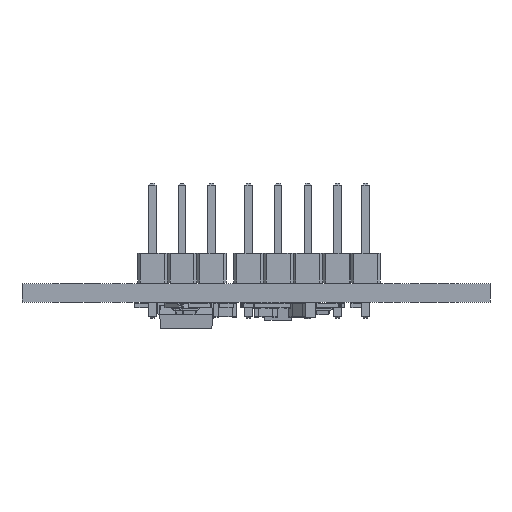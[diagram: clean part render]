
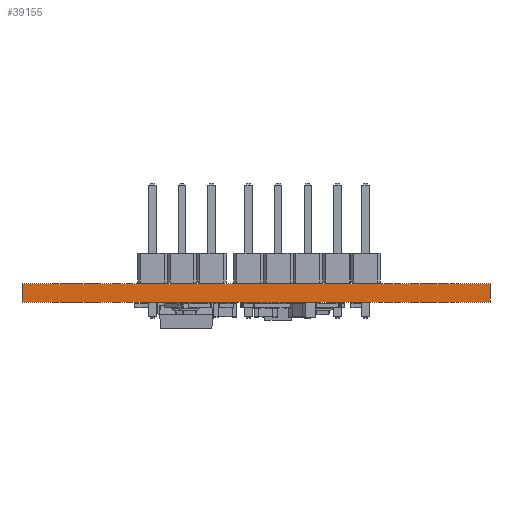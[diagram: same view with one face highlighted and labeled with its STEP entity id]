
A CAD part, front view. The second image highlights one B-rep face of the part: STEP entity #39155.
In plain terms, the highlighted planar face has unit normal (0, -1, 0).
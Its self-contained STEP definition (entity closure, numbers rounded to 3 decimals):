
#39155 = ADVANCED_FACE('',(#39156),#39170,.T.);
#39156 = FACE_BOUND('',#39157,.T.);
#39157 = EDGE_LOOP('',(#39158,#39193,#39221,#39249));
#39158 = ORIENTED_EDGE('',*,*,#39159,.T.);
#39159 = EDGE_CURVE('',#39160,#39162,#39164,.T.);
#39160 = VERTEX_POINT('',#39161);
#39161 = CARTESIAN_POINT('',(174.511,-112.611,0.));
#39162 = VERTEX_POINT('',#39163);
#39163 = CARTESIAN_POINT('',(174.511,-112.611,1.58));
#39164 = SURFACE_CURVE('',#39165,(#39169,#39181),.PCURVE_S1.);
#39165 = LINE('',#39166,#39167);
#39166 = CARTESIAN_POINT('',(174.511,-112.611,0.));
#39167 = VECTOR('',#39168,1.);
#39168 = DIRECTION('',(0.,0.,1.));
#39169 = PCURVE('',#39170,#39175);
#39170 = PLANE('',#39171);
#39171 = AXIS2_PLACEMENT_3D('',#39172,#39173,#39174);
#39172 = CARTESIAN_POINT('',(174.511,-112.611,0.));
#39173 = DIRECTION('',(0.,-1.,0.));
#39174 = DIRECTION('',(-1.,0.,0.));
#39175 = DEFINITIONAL_REPRESENTATION('',(#39176),#39180);
#39176 = LINE('',#39177,#39178);
#39177 = CARTESIAN_POINT('',(0.,-0.));
#39178 = VECTOR('',#39179,1.);
#39179 = DIRECTION('',(0.,-1.));
#39180 = ( GEOMETRIC_REPRESENTATION_CONTEXT(2) 
PARAMETRIC_REPRESENTATION_CONTEXT() REPRESENTATION_CONTEXT('2D SPACE',''
  ) );
#39181 = PCURVE('',#39182,#39187);
#39182 = PLANE('',#39183);
#39183 = AXIS2_PLACEMENT_3D('',#39184,#39185,#39186);
#39184 = CARTESIAN_POINT('',(174.511,-72.479,0.));
#39185 = DIRECTION('',(1.,0.,-0.));
#39186 = DIRECTION('',(0.,-1.,0.));
#39187 = DEFINITIONAL_REPRESENTATION('',(#39188),#39192);
#39188 = LINE('',#39189,#39190);
#39189 = CARTESIAN_POINT('',(40.132,0.));
#39190 = VECTOR('',#39191,1.);
#39191 = DIRECTION('',(0.,-1.));
#39192 = ( GEOMETRIC_REPRESENTATION_CONTEXT(2) 
PARAMETRIC_REPRESENTATION_CONTEXT() REPRESENTATION_CONTEXT('2D SPACE',''
  ) );
#39193 = ORIENTED_EDGE('',*,*,#39194,.T.);
#39194 = EDGE_CURVE('',#39162,#39195,#39197,.T.);
#39195 = VERTEX_POINT('',#39196);
#39196 = CARTESIAN_POINT('',(134.379,-112.611,1.58));
#39197 = SURFACE_CURVE('',#39198,(#39202,#39209),.PCURVE_S1.);
#39198 = LINE('',#39199,#39200);
#39199 = CARTESIAN_POINT('',(174.511,-112.611,1.58));
#39200 = VECTOR('',#39201,1.);
#39201 = DIRECTION('',(-1.,0.,0.));
#39202 = PCURVE('',#39170,#39203);
#39203 = DEFINITIONAL_REPRESENTATION('',(#39204),#39208);
#39204 = LINE('',#39205,#39206);
#39205 = CARTESIAN_POINT('',(0.,-1.58));
#39206 = VECTOR('',#39207,1.);
#39207 = DIRECTION('',(1.,0.));
#39208 = ( GEOMETRIC_REPRESENTATION_CONTEXT(2) 
PARAMETRIC_REPRESENTATION_CONTEXT() REPRESENTATION_CONTEXT('2D SPACE',''
  ) );
#39209 = PCURVE('',#39210,#39215);
#39210 = PLANE('',#39211);
#39211 = AXIS2_PLACEMENT_3D('',#39212,#39213,#39214);
#39212 = CARTESIAN_POINT('',(154.445,-92.545,1.58));
#39213 = DIRECTION('',(-0.,-0.,-1.));
#39214 = DIRECTION('',(-1.,0.,0.));
#39215 = DEFINITIONAL_REPRESENTATION('',(#39216),#39220);
#39216 = LINE('',#39217,#39218);
#39217 = CARTESIAN_POINT('',(-20.066,-20.066));
#39218 = VECTOR('',#39219,1.);
#39219 = DIRECTION('',(1.,0.));
#39220 = ( GEOMETRIC_REPRESENTATION_CONTEXT(2) 
PARAMETRIC_REPRESENTATION_CONTEXT() REPRESENTATION_CONTEXT('2D SPACE',''
  ) );
#39221 = ORIENTED_EDGE('',*,*,#39222,.F.);
#39222 = EDGE_CURVE('',#39223,#39195,#39225,.T.);
#39223 = VERTEX_POINT('',#39224);
#39224 = CARTESIAN_POINT('',(134.379,-112.611,0.));
#39225 = SURFACE_CURVE('',#39226,(#39230,#39237),.PCURVE_S1.);
#39226 = LINE('',#39227,#39228);
#39227 = CARTESIAN_POINT('',(134.379,-112.611,0.));
#39228 = VECTOR('',#39229,1.);
#39229 = DIRECTION('',(0.,0.,1.));
#39230 = PCURVE('',#39170,#39231);
#39231 = DEFINITIONAL_REPRESENTATION('',(#39232),#39236);
#39232 = LINE('',#39233,#39234);
#39233 = CARTESIAN_POINT('',(40.132,0.));
#39234 = VECTOR('',#39235,1.);
#39235 = DIRECTION('',(0.,-1.));
#39236 = ( GEOMETRIC_REPRESENTATION_CONTEXT(2) 
PARAMETRIC_REPRESENTATION_CONTEXT() REPRESENTATION_CONTEXT('2D SPACE',''
  ) );
#39237 = PCURVE('',#39238,#39243);
#39238 = PLANE('',#39239);
#39239 = AXIS2_PLACEMENT_3D('',#39240,#39241,#39242);
#39240 = CARTESIAN_POINT('',(134.379,-112.611,0.));
#39241 = DIRECTION('',(-1.,0.,0.));
#39242 = DIRECTION('',(0.,1.,0.));
#39243 = DEFINITIONAL_REPRESENTATION('',(#39244),#39248);
#39244 = LINE('',#39245,#39246);
#39245 = CARTESIAN_POINT('',(0.,0.));
#39246 = VECTOR('',#39247,1.);
#39247 = DIRECTION('',(0.,-1.));
#39248 = ( GEOMETRIC_REPRESENTATION_CONTEXT(2) 
PARAMETRIC_REPRESENTATION_CONTEXT() REPRESENTATION_CONTEXT('2D SPACE',''
  ) );
#39249 = ORIENTED_EDGE('',*,*,#39250,.F.);
#39250 = EDGE_CURVE('',#39160,#39223,#39251,.T.);
#39251 = SURFACE_CURVE('',#39252,(#39256,#39263),.PCURVE_S1.);
#39252 = LINE('',#39253,#39254);
#39253 = CARTESIAN_POINT('',(174.511,-112.611,0.));
#39254 = VECTOR('',#39255,1.);
#39255 = DIRECTION('',(-1.,0.,0.));
#39256 = PCURVE('',#39170,#39257);
#39257 = DEFINITIONAL_REPRESENTATION('',(#39258),#39262);
#39258 = LINE('',#39259,#39260);
#39259 = CARTESIAN_POINT('',(0.,-0.));
#39260 = VECTOR('',#39261,1.);
#39261 = DIRECTION('',(1.,0.));
#39262 = ( GEOMETRIC_REPRESENTATION_CONTEXT(2) 
PARAMETRIC_REPRESENTATION_CONTEXT() REPRESENTATION_CONTEXT('2D SPACE',''
  ) );
#39263 = PCURVE('',#39264,#39269);
#39264 = PLANE('',#39265);
#39265 = AXIS2_PLACEMENT_3D('',#39266,#39267,#39268);
#39266 = CARTESIAN_POINT('',(154.445,-92.545,0.));
#39267 = DIRECTION('',(-0.,-0.,-1.));
#39268 = DIRECTION('',(-1.,0.,0.));
#39269 = DEFINITIONAL_REPRESENTATION('',(#39270),#39274);
#39270 = LINE('',#39271,#39272);
#39271 = CARTESIAN_POINT('',(-20.066,-20.066));
#39272 = VECTOR('',#39273,1.);
#39273 = DIRECTION('',(1.,0.));
#39274 = ( GEOMETRIC_REPRESENTATION_CONTEXT(2) 
PARAMETRIC_REPRESENTATION_CONTEXT() REPRESENTATION_CONTEXT('2D SPACE',''
  ) );
